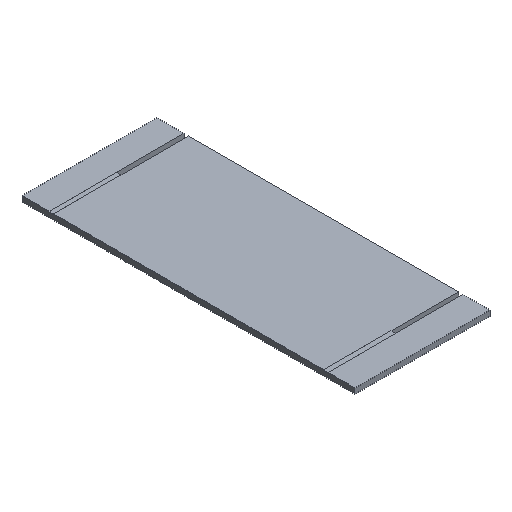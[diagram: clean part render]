
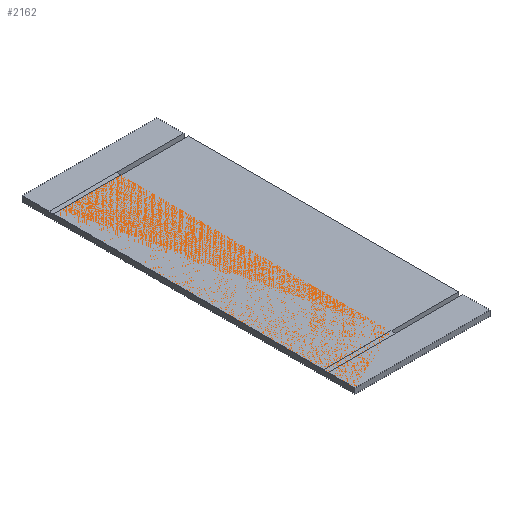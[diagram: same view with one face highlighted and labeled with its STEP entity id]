
A CAD part, isometric view. The second image highlights one B-rep face of the part: STEP entity #2162.
In plain terms, the highlighted planar face has unit normal (0, 0, 1).
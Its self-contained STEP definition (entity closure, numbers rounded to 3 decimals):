
#1203 = PLANE('',#1204);
#1204 = AXIS2_PLACEMENT_3D('',#1205,#1206,#1207);
#1205 = CARTESIAN_POINT('',(150.,300.,0.));
#1206 = DIRECTION('',(0.,-1.,0.));
#1207 = DIRECTION('',(-1.,0.,0.));
#1286 = PLANE('',#1287);
#1287 = AXIS2_PLACEMENT_3D('',#1288,#1289,#1290);
#1288 = CARTESIAN_POINT('',(-150.,370.,0.));
#1289 = DIRECTION('',(1.,0.,0.));
#1290 = DIRECTION('',(0.,-1.,0.));
#1314 = PLANE('',#1315);
#1315 = AXIS2_PLACEMENT_3D('',#1316,#1317,#1318);
#1316 = CARTESIAN_POINT('',(-150.,-370.,0.));
#1317 = DIRECTION('',(0.,1.,0.));
#1318 = DIRECTION('',(1.,0.,0.));
#1342 = PLANE('',#1343);
#1343 = AXIS2_PLACEMENT_3D('',#1344,#1345,#1346);
#1344 = CARTESIAN_POINT('',(150.,-370.,0.));
#1345 = DIRECTION('',(-1.,0.,0.));
#1346 = DIRECTION('',(0.,1.,0.));
#1370 = PLANE('',#1371);
#1371 = AXIS2_PLACEMENT_3D('',#1372,#1373,#1374);
#1372 = CARTESIAN_POINT('',(0.,-310.,0.));
#1373 = DIRECTION('',(0.,1.,0.));
#1374 = DIRECTION('',(1.,0.,0.));
#1398 = PLANE('',#1399);
#1399 = AXIS2_PLACEMENT_3D('',#1400,#1401,#1402);
#1400 = CARTESIAN_POINT('',(0.,-300.,0.));
#1401 = DIRECTION('',(1.,0.,0.));
#1402 = DIRECTION('',(0.,-1.,0.));
#1426 = PLANE('',#1427);
#1427 = AXIS2_PLACEMENT_3D('',#1428,#1429,#1430);
#1428 = CARTESIAN_POINT('',(150.,-300.,0.));
#1429 = DIRECTION('',(0.,-1.,0.));
#1430 = DIRECTION('',(-1.,0.,0.));
#1454 = PLANE('',#1455);
#1455 = AXIS2_PLACEMENT_3D('',#1456,#1457,#1458);
#1456 = CARTESIAN_POINT('',(150.,-300.,0.));
#1457 = DIRECTION('',(-1.,0.,0.));
#1458 = DIRECTION('',(0.,1.,0.));
#1662 = VERTEX_POINT('',#1663);
#1663 = CARTESIAN_POINT('',(150.,300.,12.));
#1684 = EDGE_CURVE('',#1662,#1685,#1687,.T.);
#1685 = VERTEX_POINT('',#1686);
#1686 = CARTESIAN_POINT('',(0.,300.,12.));
#1687 = SURFACE_CURVE('',#1688,(#1692,#1699),.PCURVE_S1.);
#1688 = LINE('',#1689,#1690);
#1689 = CARTESIAN_POINT('',(150.,300.,12.));
#1690 = VECTOR('',#1691,1.);
#1691 = DIRECTION('',(-1.,0.,0.));
#1692 = PCURVE('',#1203,#1693);
#1693 = DEFINITIONAL_REPRESENTATION('',(#1694),#1698);
#1694 = LINE('',#1695,#1696);
#1695 = CARTESIAN_POINT('',(0.,-12.));
#1696 = VECTOR('',#1697,1.);
#1697 = DIRECTION('',(1.,0.));
#1698 = ( GEOMETRIC_REPRESENTATION_CONTEXT(2) 
PARAMETRIC_REPRESENTATION_CONTEXT() REPRESENTATION_CONTEXT('2D SPACE',''
  ) );
#1699 = PCURVE('',#1700,#1705);
#1700 = PLANE('',#1701);
#1701 = AXIS2_PLACEMENT_3D('',#1702,#1703,#1704);
#1702 = CARTESIAN_POINT('',(0.,310.,12.));
#1703 = DIRECTION('',(0.,0.,-1.));
#1704 = DIRECTION('',(-1.,0.,0.));
#1705 = DEFINITIONAL_REPRESENTATION('',(#1706),#1710);
#1706 = LINE('',#1707,#1708);
#1707 = CARTESIAN_POINT('',(-150.,-10.));
#1708 = VECTOR('',#1709,1.);
#1709 = DIRECTION('',(1.,0.));
#1710 = ( GEOMETRIC_REPRESENTATION_CONTEXT(2) 
PARAMETRIC_REPRESENTATION_CONTEXT() REPRESENTATION_CONTEXT('2D SPACE',''
  ) );
#1726 = PLANE('',#1727);
#1727 = AXIS2_PLACEMENT_3D('',#1728,#1729,#1730);
#1728 = CARTESIAN_POINT('',(-150.,300.,12.));
#1729 = DIRECTION('',(0.,-1.,0.));
#1730 = DIRECTION('',(1.,0.,0.));
#1825 = VERTEX_POINT('',#1826);
#1826 = CARTESIAN_POINT('',(-150.,300.,12.));
#1847 = EDGE_CURVE('',#1825,#1848,#1850,.T.);
#1848 = VERTEX_POINT('',#1849);
#1849 = CARTESIAN_POINT('',(-150.,-370.,12.));
#1850 = SURFACE_CURVE('',#1851,(#1855,#1862),.PCURVE_S1.);
#1851 = LINE('',#1852,#1853);
#1852 = CARTESIAN_POINT('',(-150.,370.,12.));
#1853 = VECTOR('',#1854,1.);
#1854 = DIRECTION('',(0.,-1.,0.));
#1855 = PCURVE('',#1286,#1856);
#1856 = DEFINITIONAL_REPRESENTATION('',(#1857),#1861);
#1857 = LINE('',#1858,#1859);
#1858 = CARTESIAN_POINT('',(0.,-12.));
#1859 = VECTOR('',#1860,1.);
#1860 = DIRECTION('',(1.,0.));
#1861 = ( GEOMETRIC_REPRESENTATION_CONTEXT(2) 
PARAMETRIC_REPRESENTATION_CONTEXT() REPRESENTATION_CONTEXT('2D SPACE',''
  ) );
#1862 = PCURVE('',#1700,#1863);
#1863 = DEFINITIONAL_REPRESENTATION('',(#1864),#1868);
#1864 = LINE('',#1865,#1866);
#1865 = CARTESIAN_POINT('',(150.,60.));
#1866 = VECTOR('',#1867,1.);
#1867 = DIRECTION('',(0.,-1.));
#1868 = ( GEOMETRIC_REPRESENTATION_CONTEXT(2) 
PARAMETRIC_REPRESENTATION_CONTEXT() REPRESENTATION_CONTEXT('2D SPACE',''
  ) );
#1895 = EDGE_CURVE('',#1848,#1896,#1898,.T.);
#1896 = VERTEX_POINT('',#1897);
#1897 = CARTESIAN_POINT('',(150.,-370.,12.));
#1898 = SURFACE_CURVE('',#1899,(#1903,#1910),.PCURVE_S1.);
#1899 = LINE('',#1900,#1901);
#1900 = CARTESIAN_POINT('',(-150.,-370.,12.));
#1901 = VECTOR('',#1902,1.);
#1902 = DIRECTION('',(1.,0.,0.));
#1903 = PCURVE('',#1314,#1904);
#1904 = DEFINITIONAL_REPRESENTATION('',(#1905),#1909);
#1905 = LINE('',#1906,#1907);
#1906 = CARTESIAN_POINT('',(0.,-12.));
#1907 = VECTOR('',#1908,1.);
#1908 = DIRECTION('',(1.,0.));
#1909 = ( GEOMETRIC_REPRESENTATION_CONTEXT(2) 
PARAMETRIC_REPRESENTATION_CONTEXT() REPRESENTATION_CONTEXT('2D SPACE',''
  ) );
#1910 = PCURVE('',#1700,#1911);
#1911 = DEFINITIONAL_REPRESENTATION('',(#1912),#1916);
#1912 = LINE('',#1913,#1914);
#1913 = CARTESIAN_POINT('',(150.,-680.));
#1914 = VECTOR('',#1915,1.);
#1915 = DIRECTION('',(-1.,0.));
#1916 = ( GEOMETRIC_REPRESENTATION_CONTEXT(2) 
PARAMETRIC_REPRESENTATION_CONTEXT() REPRESENTATION_CONTEXT('2D SPACE',''
  ) );
#1944 = EDGE_CURVE('',#1896,#1945,#1947,.T.);
#1945 = VERTEX_POINT('',#1946);
#1946 = CARTESIAN_POINT('',(150.,-310.,12.));
#1947 = SURFACE_CURVE('',#1948,(#1952,#1959),.PCURVE_S1.);
#1948 = LINE('',#1949,#1950);
#1949 = CARTESIAN_POINT('',(150.,-370.,12.));
#1950 = VECTOR('',#1951,1.);
#1951 = DIRECTION('',(0.,1.,0.));
#1952 = PCURVE('',#1342,#1953);
#1953 = DEFINITIONAL_REPRESENTATION('',(#1954),#1958);
#1954 = LINE('',#1955,#1956);
#1955 = CARTESIAN_POINT('',(0.,-12.));
#1956 = VECTOR('',#1957,1.);
#1957 = DIRECTION('',(1.,0.));
#1958 = ( GEOMETRIC_REPRESENTATION_CONTEXT(2) 
PARAMETRIC_REPRESENTATION_CONTEXT() REPRESENTATION_CONTEXT('2D SPACE',''
  ) );
#1959 = PCURVE('',#1700,#1960);
#1960 = DEFINITIONAL_REPRESENTATION('',(#1961),#1965);
#1961 = LINE('',#1962,#1963);
#1962 = CARTESIAN_POINT('',(-150.,-680.));
#1963 = VECTOR('',#1964,1.);
#1964 = DIRECTION('',(0.,1.));
#1965 = ( GEOMETRIC_REPRESENTATION_CONTEXT(2) 
PARAMETRIC_REPRESENTATION_CONTEXT() REPRESENTATION_CONTEXT('2D SPACE',''
  ) );
#1993 = VERTEX_POINT('',#1994);
#1994 = CARTESIAN_POINT('',(0.,-310.,12.));
#2015 = EDGE_CURVE('',#1993,#1945,#2016,.T.);
#2016 = SURFACE_CURVE('',#2017,(#2021,#2028),.PCURVE_S1.);
#2017 = LINE('',#2018,#2019);
#2018 = CARTESIAN_POINT('',(0.,-310.,12.));
#2019 = VECTOR('',#2020,1.);
#2020 = DIRECTION('',(1.,0.,0.));
#2021 = PCURVE('',#1370,#2022);
#2022 = DEFINITIONAL_REPRESENTATION('',(#2023),#2027);
#2023 = LINE('',#2024,#2025);
#2024 = CARTESIAN_POINT('',(0.,-12.));
#2025 = VECTOR('',#2026,1.);
#2026 = DIRECTION('',(1.,0.));
#2027 = ( GEOMETRIC_REPRESENTATION_CONTEXT(2) 
PARAMETRIC_REPRESENTATION_CONTEXT() REPRESENTATION_CONTEXT('2D SPACE',''
  ) );
#2028 = PCURVE('',#1700,#2029);
#2029 = DEFINITIONAL_REPRESENTATION('',(#2030),#2034);
#2030 = LINE('',#2031,#2032);
#2031 = CARTESIAN_POINT('',(0.,-620.));
#2032 = VECTOR('',#2033,1.);
#2033 = DIRECTION('',(-1.,0.));
#2034 = ( GEOMETRIC_REPRESENTATION_CONTEXT(2) 
PARAMETRIC_REPRESENTATION_CONTEXT() REPRESENTATION_CONTEXT('2D SPACE',''
  ) );
#2042 = VERTEX_POINT('',#2043);
#2043 = CARTESIAN_POINT('',(0.,-300.,12.));
#2064 = EDGE_CURVE('',#2042,#1993,#2065,.T.);
#2065 = SURFACE_CURVE('',#2066,(#2070,#2077),.PCURVE_S1.);
#2066 = LINE('',#2067,#2068);
#2067 = CARTESIAN_POINT('',(0.,-300.,12.));
#2068 = VECTOR('',#2069,1.);
#2069 = DIRECTION('',(0.,-1.,0.));
#2070 = PCURVE('',#1398,#2071);
#2071 = DEFINITIONAL_REPRESENTATION('',(#2072),#2076);
#2072 = LINE('',#2073,#2074);
#2073 = CARTESIAN_POINT('',(0.,-12.));
#2074 = VECTOR('',#2075,1.);
#2075 = DIRECTION('',(1.,0.));
#2076 = ( GEOMETRIC_REPRESENTATION_CONTEXT(2) 
PARAMETRIC_REPRESENTATION_CONTEXT() REPRESENTATION_CONTEXT('2D SPACE',''
  ) );
#2077 = PCURVE('',#1700,#2078);
#2078 = DEFINITIONAL_REPRESENTATION('',(#2079),#2083);
#2079 = LINE('',#2080,#2081);
#2080 = CARTESIAN_POINT('',(0.,-610.));
#2081 = VECTOR('',#2082,1.);
#2082 = DIRECTION('',(0.,-1.));
#2083 = ( GEOMETRIC_REPRESENTATION_CONTEXT(2) 
PARAMETRIC_REPRESENTATION_CONTEXT() REPRESENTATION_CONTEXT('2D SPACE',''
  ) );
#2091 = VERTEX_POINT('',#2092);
#2092 = CARTESIAN_POINT('',(150.,-300.,12.));
#2113 = EDGE_CURVE('',#2091,#2042,#2114,.T.);
#2114 = SURFACE_CURVE('',#2115,(#2119,#2126),.PCURVE_S1.);
#2115 = LINE('',#2116,#2117);
#2116 = CARTESIAN_POINT('',(150.,-300.,12.));
#2117 = VECTOR('',#2118,1.);
#2118 = DIRECTION('',(-1.,0.,0.));
#2119 = PCURVE('',#1426,#2120);
#2120 = DEFINITIONAL_REPRESENTATION('',(#2121),#2125);
#2121 = LINE('',#2122,#2123);
#2122 = CARTESIAN_POINT('',(0.,-12.));
#2123 = VECTOR('',#2124,1.);
#2124 = DIRECTION('',(1.,0.));
#2125 = ( GEOMETRIC_REPRESENTATION_CONTEXT(2) 
PARAMETRIC_REPRESENTATION_CONTEXT() REPRESENTATION_CONTEXT('2D SPACE',''
  ) );
#2126 = PCURVE('',#1700,#2127);
#2127 = DEFINITIONAL_REPRESENTATION('',(#2128),#2132);
#2128 = LINE('',#2129,#2130);
#2129 = CARTESIAN_POINT('',(-150.,-610.));
#2130 = VECTOR('',#2131,1.);
#2131 = DIRECTION('',(1.,0.));
#2132 = ( GEOMETRIC_REPRESENTATION_CONTEXT(2) 
PARAMETRIC_REPRESENTATION_CONTEXT() REPRESENTATION_CONTEXT('2D SPACE',''
  ) );
#2140 = EDGE_CURVE('',#2091,#1662,#2141,.T.);
#2141 = SURFACE_CURVE('',#2142,(#2146,#2153),.PCURVE_S1.);
#2142 = LINE('',#2143,#2144);
#2143 = CARTESIAN_POINT('',(150.,-300.,12.));
#2144 = VECTOR('',#2145,1.);
#2145 = DIRECTION('',(0.,1.,0.));
#2146 = PCURVE('',#1454,#2147);
#2147 = DEFINITIONAL_REPRESENTATION('',(#2148),#2152);
#2148 = LINE('',#2149,#2150);
#2149 = CARTESIAN_POINT('',(0.,-12.));
#2150 = VECTOR('',#2151,1.);
#2151 = DIRECTION('',(1.,0.));
#2152 = ( GEOMETRIC_REPRESENTATION_CONTEXT(2) 
PARAMETRIC_REPRESENTATION_CONTEXT() REPRESENTATION_CONTEXT('2D SPACE',''
  ) );
#2153 = PCURVE('',#1700,#2154);
#2154 = DEFINITIONAL_REPRESENTATION('',(#2155),#2159);
#2155 = LINE('',#2156,#2157);
#2156 = CARTESIAN_POINT('',(-150.,-610.));
#2157 = VECTOR('',#2158,1.);
#2158 = DIRECTION('',(0.,1.));
#2159 = ( GEOMETRIC_REPRESENTATION_CONTEXT(2) 
PARAMETRIC_REPRESENTATION_CONTEXT() REPRESENTATION_CONTEXT('2D SPACE',''
  ) );
#2162 = ADVANCED_FACE('',(#2163),#1700,.F.);
#2163 = FACE_BOUND('',#2164,.F.);
#2164 = EDGE_LOOP('',(#2165,#2186,#2187,#2188,#2189,#2190,#2191,#2192,
    #2193));
#2165 = ORIENTED_EDGE('',*,*,#2166,.T.);
#2166 = EDGE_CURVE('',#1825,#1685,#2167,.T.);
#2167 = SURFACE_CURVE('',#2168,(#2172,#2179),.PCURVE_S1.);
#2168 = LINE('',#2169,#2170);
#2169 = CARTESIAN_POINT('',(-150.,300.,12.));
#2170 = VECTOR('',#2171,1.);
#2171 = DIRECTION('',(1.,0.,0.));
#2172 = PCURVE('',#1700,#2173);
#2173 = DEFINITIONAL_REPRESENTATION('',(#2174),#2178);
#2174 = LINE('',#2175,#2176);
#2175 = CARTESIAN_POINT('',(150.,-10.));
#2176 = VECTOR('',#2177,1.);
#2177 = DIRECTION('',(-1.,0.));
#2178 = ( GEOMETRIC_REPRESENTATION_CONTEXT(2) 
PARAMETRIC_REPRESENTATION_CONTEXT() REPRESENTATION_CONTEXT('2D SPACE',''
  ) );
#2179 = PCURVE('',#1726,#2180);
#2180 = DEFINITIONAL_REPRESENTATION('',(#2181),#2185);
#2181 = LINE('',#2182,#2183);
#2182 = CARTESIAN_POINT('',(0.,0.));
#2183 = VECTOR('',#2184,1.);
#2184 = DIRECTION('',(1.,0.));
#2185 = ( GEOMETRIC_REPRESENTATION_CONTEXT(2) 
PARAMETRIC_REPRESENTATION_CONTEXT() REPRESENTATION_CONTEXT('2D SPACE',''
  ) );
#2186 = ORIENTED_EDGE('',*,*,#1684,.F.);
#2187 = ORIENTED_EDGE('',*,*,#2140,.F.);
#2188 = ORIENTED_EDGE('',*,*,#2113,.T.);
#2189 = ORIENTED_EDGE('',*,*,#2064,.T.);
#2190 = ORIENTED_EDGE('',*,*,#2015,.T.);
#2191 = ORIENTED_EDGE('',*,*,#1944,.F.);
#2192 = ORIENTED_EDGE('',*,*,#1895,.F.);
#2193 = ORIENTED_EDGE('',*,*,#1847,.F.);
